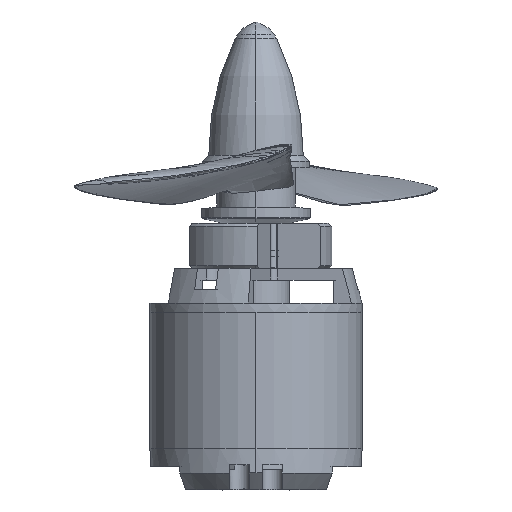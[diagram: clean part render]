
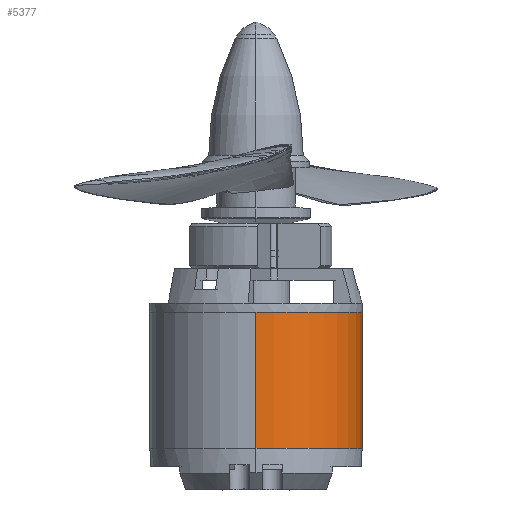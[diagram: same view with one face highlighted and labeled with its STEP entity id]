
A CAD part, top view. The second image highlights one B-rep face of the part: STEP entity #5377.
In plain terms, the highlighted cylindrical face has radius 17.5 mm (diameter 35 mm), a partial arc.
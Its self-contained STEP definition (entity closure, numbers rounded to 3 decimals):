
#4999 = VERTEX_POINT ( 'NONE', #11216 ) ;
#5377 = ADVANCED_FACE ( 'NONE', ( #12130 ), #12164, .T. ) ;
#5378 = EDGE_LOOP ( 'NONE', ( #5379, #5383, #5386, #5435 ) ) ;
#5379 = ORIENTED_EDGE ( 'NONE', *, *, #5380, .F. ) ;
#5380 = EDGE_CURVE ( 'NONE', #5381, #5382, #12165, .T. ) ;
#5381 = VERTEX_POINT ( 'NONE', #12156 ) ;
#5382 = VERTEX_POINT ( 'NONE', #12155 ) ;
#5383 = ORIENTED_EDGE ( 'NONE', *, *, #5384, .T. ) ;
#5384 = EDGE_CURVE ( 'NONE', #5381, #5385, #12154, .T. ) ;
#5385 = VERTEX_POINT ( 'NONE', #12150 ) ;
#5386 = ORIENTED_EDGE ( 'NONE', *, *, #5387, .T. ) ;
#5387 = EDGE_CURVE ( 'NONE', #5385, #4999, #12149, .T. ) ;
#5435 = ORIENTED_EDGE ( 'NONE', *, *, #5436, .F. ) ;
#5436 = EDGE_CURVE ( 'NONE', #5382, #4999, #12296, .T. ) ;
#11216 = CARTESIAN_POINT ( 'NONE',  ( 0., 0., -17.5 ) ) ;
#12130 = FACE_OUTER_BOUND ( 'NONE', #5378, .T. ) ;
#12149 = CIRCLE ( 'NONE', #12205, 17.5 ) ;
#12150 = CARTESIAN_POINT ( 'NONE',  ( 0., 0., 17.5 ) ) ;
#12151 = DIRECTION ( 'NONE',  ( 0., -1., 0. ) ) ;
#12152 = VECTOR ( 'NONE', #12151, 1000. ) ;
#12153 = CARTESIAN_POINT ( 'NONE',  ( 0., 22.5, 17.5 ) ) ;
#12154 = LINE ( 'NONE', #12153, #12152 ) ;
#12155 = CARTESIAN_POINT ( 'NONE',  ( 0., 22.5, -17.5 ) ) ;
#12156 = CARTESIAN_POINT ( 'NONE',  ( 0., 22.5, 17.5 ) ) ;
#12157 = DIRECTION ( 'NONE',  ( 0., 0., 1. ) ) ;
#12158 = DIRECTION ( 'NONE',  ( 0., 1., 0. ) ) ;
#12159 = CARTESIAN_POINT ( 'NONE',  ( 0., 22.5, 0. ) ) ;
#12160 = AXIS2_PLACEMENT_3D ( 'NONE', #12159, #12158, #12157 ) ;
#12161 = DIRECTION ( 'NONE',  ( 0., 0., -1. ) ) ;
#12162 = DIRECTION ( 'NONE',  ( 0., -1., 0. ) ) ;
#12163 = AXIS2_PLACEMENT_3D ( 'NONE', #12166, #12162, #12161 ) ;
#12164 = CYLINDRICAL_SURFACE ( 'NONE', #12163, 17.5 ) ;
#12165 = CIRCLE ( 'NONE', #12160, 17.5 ) ;
#12166 = CARTESIAN_POINT ( 'NONE',  ( 0., 22.5, 0. ) ) ;
#12202 = DIRECTION ( 'NONE',  ( 0., 0., 1. ) ) ;
#12203 = DIRECTION ( 'NONE',  ( 0., 1., 0. ) ) ;
#12204 = CARTESIAN_POINT ( 'NONE',  ( 0., 0., 0. ) ) ;
#12205 = AXIS2_PLACEMENT_3D ( 'NONE', #12204, #12203, #12202 ) ;
#12293 = DIRECTION ( 'NONE',  ( 0., -1., 0. ) ) ;
#12294 = VECTOR ( 'NONE', #12293, 1000. ) ;
#12295 = CARTESIAN_POINT ( 'NONE',  ( 0., 22.5, -17.5 ) ) ;
#12296 = LINE ( 'NONE', #12295, #12294 ) ;
